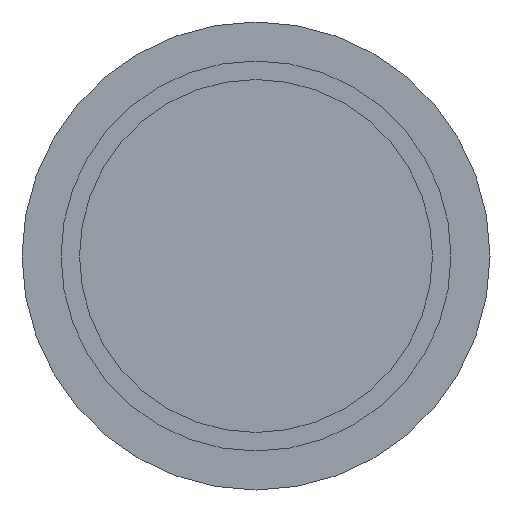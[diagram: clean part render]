
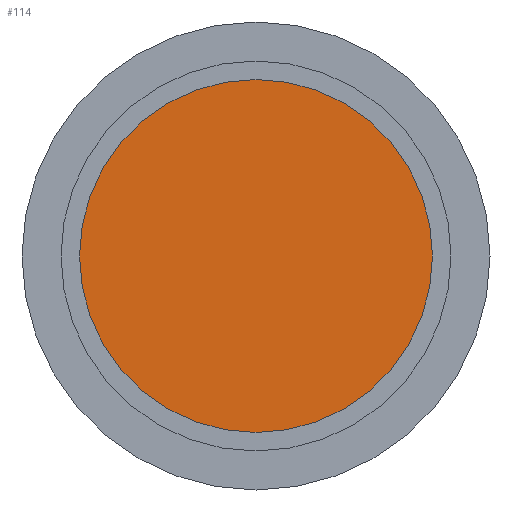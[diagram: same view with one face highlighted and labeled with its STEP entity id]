
A CAD part, front view. The second image highlights one B-rep face of the part: STEP entity #114.
In plain terms, the highlighted planar face has unit normal (0, -1, 0).
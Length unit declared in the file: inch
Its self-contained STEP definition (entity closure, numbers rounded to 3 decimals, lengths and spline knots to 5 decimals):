
#114 = ADVANCED_FACE ( 'NONE', ( #756 ), #333, .T. ) ;
#154 = CIRCLE ( 'NONE', #931, 0.475 ) ;
#155 = CIRCLE ( 'NONE', #930, 0.475 ) ;
#179 = VERTEX_POINT ( 'NONE', #364 ) ;
#180 = VERTEX_POINT ( 'NONE', #365 ) ;
#333 = PLANE ( 'NONE',  #901 ) ;
#344 = CARTESIAN_POINT ( 'NONE',  ( 0., 0., 0. ) ) ;
#345 = DIRECTION ( 'NONE',  ( 0., -1., 0. ) ) ;
#346 = DIRECTION ( 'NONE',  ( 0., 0., -1. ) ) ;
#364 = CARTESIAN_POINT ( 'NONE',  ( 0., 0., 0.475 ) ) ;
#365 = CARTESIAN_POINT ( 'NONE',  ( 0., 0., -0.475 ) ) ;
#448 = CARTESIAN_POINT ( 'NONE',  ( 0., 0., 0. ) ) ;
#449 = DIRECTION ( 'NONE',  ( 0., -1., 0. ) ) ;
#450 = DIRECTION ( 'NONE',  ( 0., 0., -1. ) ) ;
#451 = CARTESIAN_POINT ( 'NONE',  ( 0., 0., 0. ) ) ;
#455 = DIRECTION ( 'NONE',  ( 0., -1., 0. ) ) ;
#456 = DIRECTION ( 'NONE',  ( 0., 0., -1. ) ) ;
#743 = ORIENTED_EDGE ( 'NONE', *, *, #955, .T. ) ;
#744 = ORIENTED_EDGE ( 'NONE', *, *, #957, .T. ) ;
#756 = FACE_OUTER_BOUND ( 'NONE', #845, .T. ) ;
#845 = EDGE_LOOP ( 'NONE', ( #743, #744 ) ) ;
#901 = AXIS2_PLACEMENT_3D ( 'NONE', #344, #345, #346 ) ;
#930 = AXIS2_PLACEMENT_3D ( 'NONE', #451, #455, #456 ) ;
#931 = AXIS2_PLACEMENT_3D ( 'NONE', #448, #449, #450 ) ;
#955 = EDGE_CURVE ( 'NONE', #179, #180, #154, .T. ) ;
#957 = EDGE_CURVE ( 'NONE', #180, #179, #155, .T. ) ;
